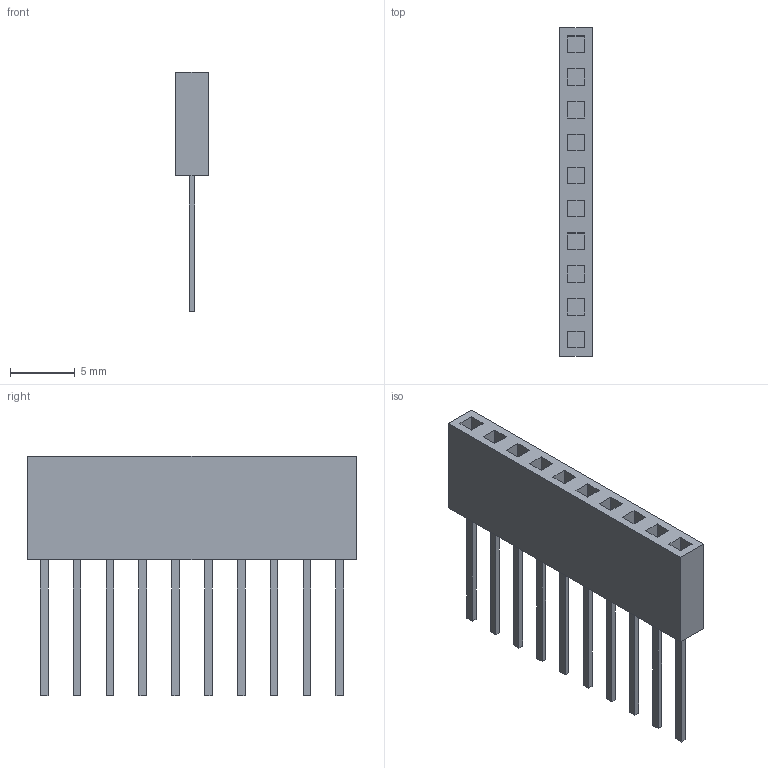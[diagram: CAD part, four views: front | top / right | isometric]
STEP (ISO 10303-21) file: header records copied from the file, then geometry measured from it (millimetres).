
FILE_DESCRIPTION(('FreeCAD Model'),'2;1');
FILE_NAME('Stackable_Header_1x10_P2.54mm.step', '2019-03-01T20:05:23',('Author'),(''), 'Open CASCADE STEP processor 6.9','FreeCAD','Unknown');
FILE_SCHEMA(('AUTOMOTIVE_DESIGN { 1 0 10303 214 1 1 1 1 }'));
Length unit declared in the file: millimetre
Products named in the file (1): 01x10
Bounding box: 2.54 x 25.4 x 18.5 mm (x, y, z)
Volume: 428.4 mm3; surface area: 1141.7 mm2
Topology: 1 solids, 1 shells, 106 faces, 252 edges, 168 vertices
Faces by surface type: plane 106
Entity records: 6293 total; most frequent: CARTESIAN_POINT 1031, DIRECTION 970, LINE 756, VECTOR 756, ORIENTED_EDGE 504, PCURVE 504, DEFINITIONAL_REPRESENTATION 504, EDGE_CURVE 252
